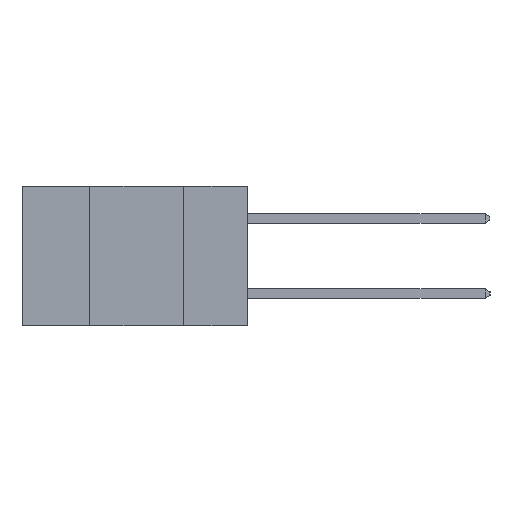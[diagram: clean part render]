
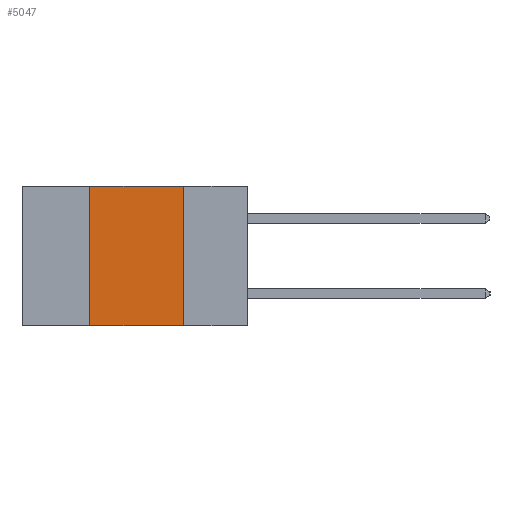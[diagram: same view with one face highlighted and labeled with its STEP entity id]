
A CAD part, left-side view. The second image highlights one B-rep face of the part: STEP entity #5047.
In plain terms, the highlighted planar face has unit normal (-1, 0, 0).
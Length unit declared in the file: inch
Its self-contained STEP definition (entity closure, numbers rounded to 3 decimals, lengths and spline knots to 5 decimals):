
#158 = VERTEX_POINT ( 'NONE', #10632 ) ;
#448 = ORIENTED_EDGE ( 'NONE', *, *, #10572, .F. ) ;
#523 = FACE_OUTER_BOUND ( 'NONE', #12173, .T. ) ;
#551 = CARTESIAN_POINT ( 'NONE',  ( 0., 0.17, -0.37 ) ) ;
#598 = ORIENTED_EDGE ( 'NONE', *, *, #9862, .T. ) ;
#1293 = VERTEX_POINT ( 'NONE', #9258 ) ;
#1607 = ORIENTED_EDGE ( 'NONE', *, *, #12602, .F. ) ;
#1802 = AXIS2_PLACEMENT_3D ( 'NONE', #2015, #2000, #1992 ) ;
#1849 = ORIENTED_EDGE ( 'NONE', *, *, #11254, .F. ) ;
#1972 = CARTESIAN_POINT ( 'NONE',  ( 0., 0.42, 0. ) ) ;
#1992 = DIRECTION ( 'NONE',  ( 0., 0., -1. ) ) ;
#2000 = DIRECTION ( 'NONE',  ( 1., 0., 0. ) ) ;
#2008 = LINE ( 'NONE', #3927, #12672 ) ;
#2015 = CARTESIAN_POINT ( 'NONE',  ( 0., 0.6, 0. ) ) ;
#2033 = PLANE ( 'NONE',  #1802 ) ;
#2177 = VECTOR ( 'NONE', #10417, 39.37008 ) ;
#3692 = DIRECTION ( 'NONE',  ( 0., -1., 0. ) ) ;
#3927 = CARTESIAN_POINT ( 'NONE',  ( 0., 0.42, -0.37 ) ) ;
#4000 = LINE ( 'NONE', #11246, #12628 ) ;
#4337 = CARTESIAN_POINT ( 'NONE',  ( 0., 0.6, 0. ) ) ;
#5047 = ADVANCED_FACE ( 'NONE', ( #523 ), #2033, .F. ) ;
#6475 = DIRECTION ( 'NONE',  ( 0., 0., 1. ) ) ;
#6987 = VECTOR ( 'NONE', #3692, 39.37008 ) ;
#9035 = CARTESIAN_POINT ( 'NONE',  ( 0., 0.6, -0.37 ) ) ;
#9258 = CARTESIAN_POINT ( 'NONE',  ( 0., 0.17, 0. ) ) ;
#9771 = LINE ( 'NONE', #4337, #6987 ) ;
#9862 = EDGE_CURVE ( 'NONE', #158, #11719, #10485, .T. ) ;
#10417 = DIRECTION ( 'NONE',  ( 0., -1., 0. ) ) ;
#10485 = LINE ( 'NONE', #9035, #2177 ) ;
#10572 = EDGE_CURVE ( 'NONE', #158, #11475, #2008, .T. ) ;
#10632 = CARTESIAN_POINT ( 'NONE',  ( 0., 0.42, -0.37 ) ) ;
#11234 = DIRECTION ( 'NONE',  ( 0., 0., -1. ) ) ;
#11246 = CARTESIAN_POINT ( 'NONE',  ( 0., 0.17, -0.37 ) ) ;
#11254 = EDGE_CURVE ( 'NONE', #11475, #1293, #9771, .T. ) ;
#11475 = VERTEX_POINT ( 'NONE', #1972 ) ;
#11719 = VERTEX_POINT ( 'NONE', #551 ) ;
#12173 = EDGE_LOOP ( 'NONE', ( #1607, #1849, #448, #598 ) ) ;
#12602 = EDGE_CURVE ( 'NONE', #1293, #11719, #4000, .T. ) ;
#12628 = VECTOR ( 'NONE', #11234, 39.37008 ) ;
#12672 = VECTOR ( 'NONE', #6475, 39.37008 ) ;
